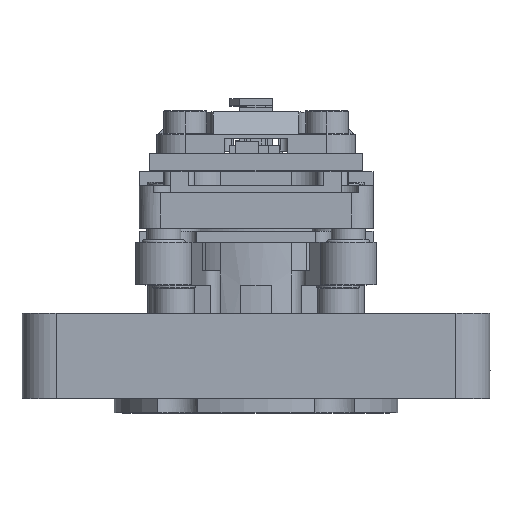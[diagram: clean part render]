
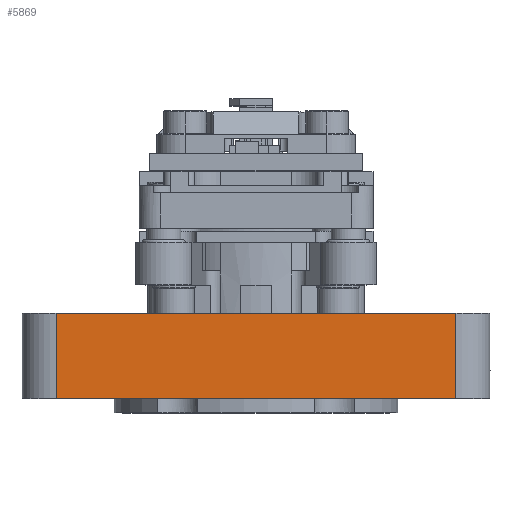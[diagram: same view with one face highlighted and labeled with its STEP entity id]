
A CAD part, top view. The second image highlights one B-rep face of the part: STEP entity #5869.
In plain terms, the highlighted planar face has unit normal (0, 0, 1).
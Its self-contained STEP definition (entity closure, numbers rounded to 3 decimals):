
#5869=ADVANCED_FACE('',(#8809),#31580,.T.);
#8809=FACE_OUTER_BOUND('',#12187,.F.);
#12187=EDGE_LOOP('',(#28088,#28089,#28090,#28091));
#28088=ORIENTED_EDGE('',*,*,#53751,.F.);
#28089=ORIENTED_EDGE('',*,*,#53991,.F.);
#28090=ORIENTED_EDGE('',*,*,#53754,.T.);
#28091=ORIENTED_EDGE('',*,*,#53990,.T.);
#31580=PLANE('',#78507);
#53751=EDGE_CURVE('',#73595,#73594,#60878,.T.);
#53754=EDGE_CURVE('',#73589,#73588,#60881,.T.);
#53990=EDGE_CURVE('',#73588,#73594,#60967,.T.);
#53991=EDGE_CURVE('',#73589,#73595,#60968,.T.);
#60878=LINE('',#111972,#67601);
#60881=LINE('',#111975,#67604);
#60967=LINE('',#112211,#67690);
#60968=LINE('',#112212,#67691);
#67601=VECTOR('',#93180,28.2);
#67604=VECTOR('',#93183,28.2);
#67690=VECTOR('',#93569,6.);
#67691=VECTOR('',#93570,6.);
#73588=VERTEX_POINT('',#111925);
#73589=VERTEX_POINT('',#111926);
#73594=VERTEX_POINT('',#111931);
#73595=VERTEX_POINT('',#111932);
#78507=AXIS2_PLACEMENT_3D('',#112861,#94404,#94405);
#93180=DIRECTION('',(-1.,0.,0.));
#93183=DIRECTION('',(-1.,0.,0.));
#93569=DIRECTION('',(0.,1.,0.));
#93570=DIRECTION('',(0.,1.,0.));
#94404=DIRECTION('',(0.,0.,1.));
#94405=DIRECTION('',(-1.,0.,0.));
#111925=CARTESIAN_POINT('',(-14.1,1.,17.));
#111926=CARTESIAN_POINT('',(14.1,1.,17.));
#111931=CARTESIAN_POINT('',(-14.1,7.,17.));
#111932=CARTESIAN_POINT('',(14.1,7.,17.));
#111972=CARTESIAN_POINT('',(14.1,7.,17.));
#111975=CARTESIAN_POINT('',(14.1,1.,17.));
#112211=CARTESIAN_POINT('',(-14.1,1.,17.));
#112212=CARTESIAN_POINT('',(14.1,1.,17.));
#112861=CARTESIAN_POINT('',(16.83,7.33,17.));
